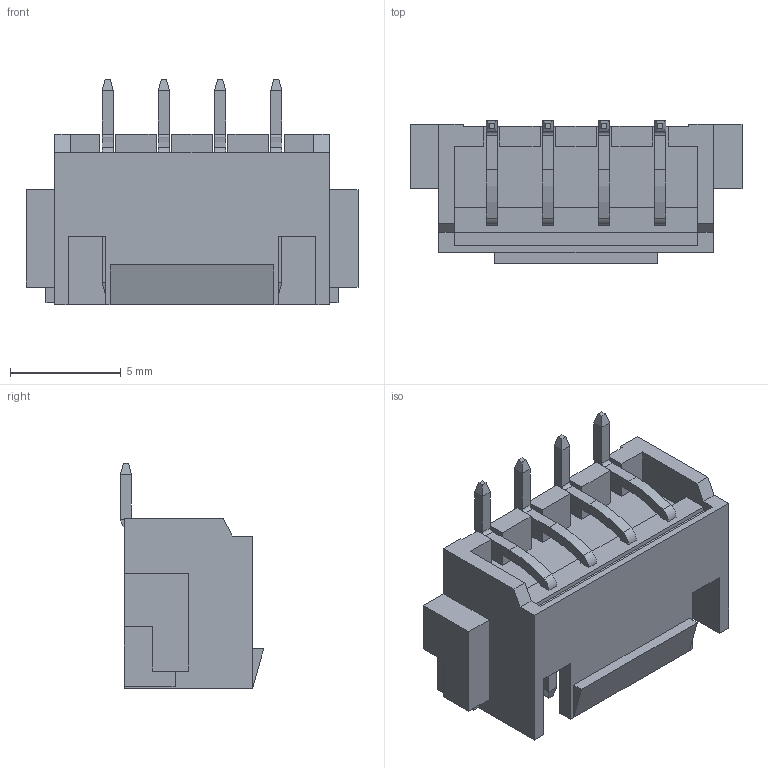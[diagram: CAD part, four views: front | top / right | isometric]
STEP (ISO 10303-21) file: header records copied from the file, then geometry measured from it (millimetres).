
FILE_DESCRIPTION (( 'STEP AP214' ), '1' );
FILE_NAME ('67A133EA-B9B6-4521-B2BE-A7E4C6B9442F.STEP', '2024-01-14T12:17:37', ( '' ), ( '' ), 'SwSTEP 2.0', 'SolidWorks 2022', '' );
FILE_SCHEMA (( 'AUTOMOTIVE_DESIGN' ));
Length unit declared in the file: millimetre
Products named in the file (1): 67A133EA-B9B6-4521-B2BE-A7E4C6B9442F
Bounding box: 15 x 6.47 x 10.19 mm (x, y, z)
Volume: 212.2 mm3; surface area: 772.5 mm2
Topology: 1 solids, 1 shells, 210 faces, 502 edges, 302 vertices
Faces by surface type: plane 186, cylinder 24
Entity records: 7477 total; most frequent: CARTESIAN_POINT 1015, ORIENTED_EDGE 1004, DIRECTION 972, EDGE_CURVE 502, LINE 454, VECTOR 454, VERTEX_POINT 302, AXIS2_PLACEMENT_3D 259
